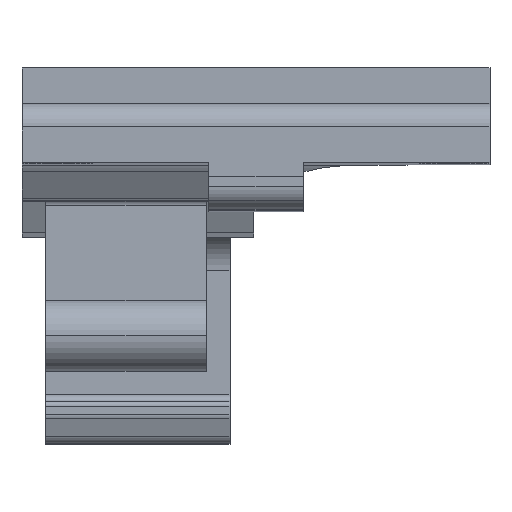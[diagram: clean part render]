
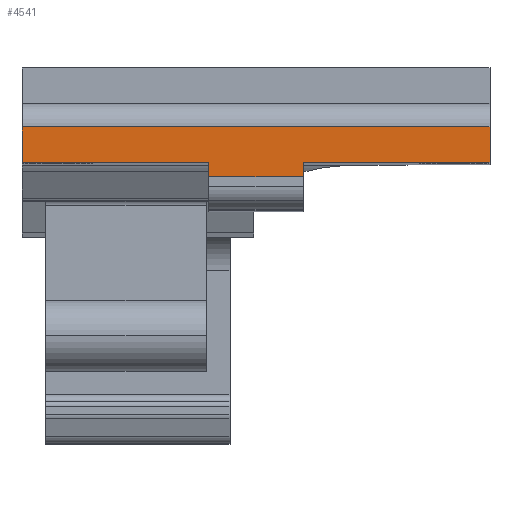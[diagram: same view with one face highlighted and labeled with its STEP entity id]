
A CAD part, top view. The second image highlights one B-rep face of the part: STEP entity #4541.
In plain terms, the highlighted planar face has unit normal (0, 0, 1).
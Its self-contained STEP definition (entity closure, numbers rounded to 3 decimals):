
#4505=AXIS2_PLACEMENT_3D('Plane Axis2P3D',#4502,#4503,#4504) ;
#1968=CARTESIAN_POINT('Line Origine',(7.925,5.87,53.)) ;
#1972=CARTESIAN_POINT('Vertex',(9.9,5.87,53.)) ;
#1974=CARTESIAN_POINT('Vertex',(5.95,5.87,53.)) ;
#1995=CARTESIAN_POINT('Vertex',(3.95,5.87,53.)) ;
#1998=CARTESIAN_POINT('Line Origine',(1.975,5.87,53.)) ;
#2002=CARTESIAN_POINT('Vertex',(0.,5.87,53.)) ;
#2803=CARTESIAN_POINT('Line Origine',(0.,6.245,53.)) ;
#2807=CARTESIAN_POINT('Vertex',(0.,6.62,53.)) ;
#2920=CARTESIAN_POINT('Vertex',(9.9,6.62,53.)) ;
#2923=CARTESIAN_POINT('Line Origine',(9.9,6.245,53.)) ;
#4502=CARTESIAN_POINT('Axis2P3D Location',(9.9,6.62,53.)) ;
#4507=CARTESIAN_POINT('Line Origine',(3.95,5.72,53.)) ;
#4511=CARTESIAN_POINT('Vertex',(3.95,5.57,53.)) ;
#4514=CARTESIAN_POINT('Line Origine',(4.95,5.57,53.)) ;
#4518=CARTESIAN_POINT('Vertex',(5.95,5.57,53.)) ;
#4521=CARTESIAN_POINT('Line Origine',(5.95,5.72,53.)) ;
#4526=CARTESIAN_POINT('Line Origine',(4.95,6.62,53.)) ;
#1969=DIRECTION('Vector Direction',(-1.,0.,0.)) ;
#1999=DIRECTION('Vector Direction',(-1.,0.,0.)) ;
#2804=DIRECTION('Vector Direction',(0.,-1.,0.)) ;
#2924=DIRECTION('Vector Direction',(0.,-1.,0.)) ;
#4503=DIRECTION('Axis2P3D Direction',(0.,0.,-1.)) ;
#4504=DIRECTION('Axis2P3D XDirection',(-1.,0.,0.)) ;
#4508=DIRECTION('Vector Direction',(0.,-1.,0.)) ;
#4515=DIRECTION('Vector Direction',(-1.,0.,0.)) ;
#4522=DIRECTION('Vector Direction',(0.,-1.,0.)) ;
#4527=DIRECTION('Vector Direction',(-1.,0.,0.)) ;
#1970=VECTOR('Line Direction',#1969,1.) ;
#2000=VECTOR('Line Direction',#1999,1.) ;
#2805=VECTOR('Line Direction',#2804,1.) ;
#2925=VECTOR('Line Direction',#2924,1.) ;
#4509=VECTOR('Line Direction',#4508,1.) ;
#4516=VECTOR('Line Direction',#4515,1.) ;
#4523=VECTOR('Line Direction',#4522,1.) ;
#4528=VECTOR('Line Direction',#4527,1.) ;
#4532=ORIENTED_EDGE('',*,*,#2004,.F.) ;
#4533=ORIENTED_EDGE('',*,*,#4513,.T.) ;
#4534=ORIENTED_EDGE('',*,*,#4520,.F.) ;
#4535=ORIENTED_EDGE('',*,*,#4525,.F.) ;
#4536=ORIENTED_EDGE('',*,*,#1976,.F.) ;
#4537=ORIENTED_EDGE('',*,*,#2927,.F.) ;
#4538=ORIENTED_EDGE('',*,*,#4530,.T.) ;
#4539=ORIENTED_EDGE('',*,*,#2809,.T.) ;
#4541=ADVANCED_FACE('V1',(#4540),#4506,.F.) ;
#1976=EDGE_CURVE('',#1973,#1975,#1971,.T.) ;
#2004=EDGE_CURVE('',#1996,#2003,#2001,.T.) ;
#2809=EDGE_CURVE('',#2808,#2003,#2806,.T.) ;
#2927=EDGE_CURVE('',#2921,#1973,#2926,.T.) ;
#4513=EDGE_CURVE('',#1996,#4512,#4510,.T.) ;
#4520=EDGE_CURVE('',#4519,#4512,#4517,.T.) ;
#4525=EDGE_CURVE('',#1975,#4519,#4524,.T.) ;
#4530=EDGE_CURVE('',#2921,#2808,#4529,.T.) ;
#4531=EDGE_LOOP('',(#4532,#4533,#4534,#4535,#4536,#4537,#4538,#4539)) ;
#4540=FACE_OUTER_BOUND('',#4531,.T.) ;
#1971=LINE('Line',#1968,#1970) ;
#2001=LINE('Line',#1998,#2000) ;
#2806=LINE('Line',#2803,#2805) ;
#2926=LINE('Line',#2923,#2925) ;
#4510=LINE('Line',#4507,#4509) ;
#4517=LINE('Line',#4514,#4516) ;
#4524=LINE('Line',#4521,#4523) ;
#4529=LINE('Line',#4526,#4528) ;
#4506=PLANE('',#4505) ;
#1973=VERTEX_POINT('',#1972) ;
#1975=VERTEX_POINT('',#1974) ;
#1996=VERTEX_POINT('',#1995) ;
#2003=VERTEX_POINT('',#2002) ;
#2808=VERTEX_POINT('',#2807) ;
#2921=VERTEX_POINT('',#2920) ;
#4512=VERTEX_POINT('',#4511) ;
#4519=VERTEX_POINT('',#4518) ;
